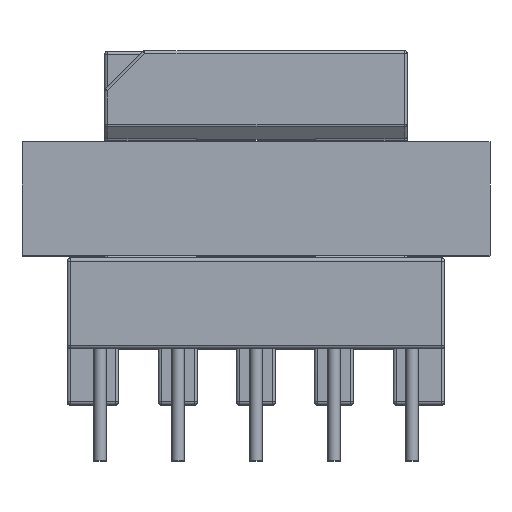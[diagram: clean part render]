
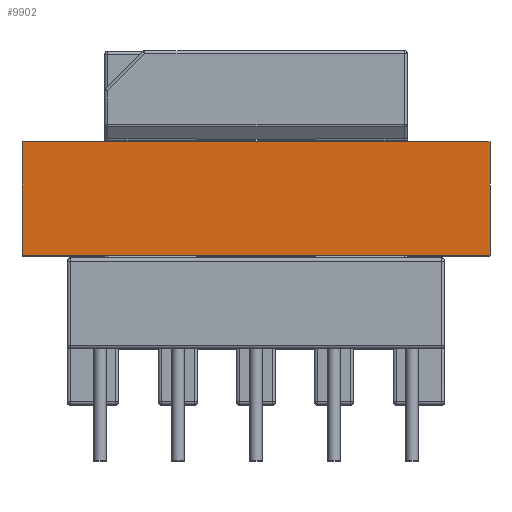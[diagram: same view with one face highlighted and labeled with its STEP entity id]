
A CAD part, top view. The second image highlights one B-rep face of the part: STEP entity #9902.
In plain terms, the highlighted face is planar.
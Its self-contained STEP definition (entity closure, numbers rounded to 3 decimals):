
#183 = VERTEX_POINT ( 'NONE', #4652 ) ;
#230 = CARTESIAN_POINT ( 'NONE',  ( -15., 0., -15.2 ) ) ;
#301 = LINE ( 'NONE', #5960, #10023 ) ;
#617 = FACE_OUTER_BOUND ( 'NONE', #2793, .T. ) ;
#658 = LINE ( 'NONE', #5817, #8541 ) ;
#1110 = DIRECTION ( 'NONE',  ( -1., 0., 0. ) ) ;
#1294 = VECTOR ( 'NONE', #6402, 1000. ) ;
#1857 = CARTESIAN_POINT ( 'NONE',  ( 15., 7.3, -15.2 ) ) ;
#1965 = CARTESIAN_POINT ( 'NONE',  ( -15., 7.3, -15.2 ) ) ;
#2399 = ORIENTED_EDGE ( 'NONE', *, *, #2673, .T. ) ;
#2425 = VERTEX_POINT ( 'NONE', #3980 ) ;
#2673 = EDGE_CURVE ( 'NONE', #5134, #2425, #9490, .T. ) ;
#2793 = EDGE_LOOP ( 'NONE', ( #3424, #4435, #3279, #2399 ) ) ;
#3206 = VECTOR ( 'NONE', #6838, 1000. ) ;
#3279 = ORIENTED_EDGE ( 'NONE', *, *, #6364, .F. ) ;
#3424 = ORIENTED_EDGE ( 'NONE', *, *, #5595, .T. ) ;
#3529 = DIRECTION ( 'NONE',  ( 0., 0., 1. ) ) ;
#3980 = CARTESIAN_POINT ( 'NONE',  ( 15., 0., -15.2 ) ) ;
#4239 = AXIS2_PLACEMENT_3D ( 'NONE', #1965, #3529, #9043 ) ;
#4311 = PLANE ( 'NONE',  #4239 ) ;
#4346 = VERTEX_POINT ( 'NONE', #230 ) ;
#4399 = DIRECTION ( 'NONE',  ( 0., -1., 0. ) ) ;
#4435 = ORIENTED_EDGE ( 'NONE', *, *, #6221, .F. ) ;
#4652 = CARTESIAN_POINT ( 'NONE',  ( -15., 7.3, -15.2 ) ) ;
#5134 = VERTEX_POINT ( 'NONE', #1857 ) ;
#5595 = EDGE_CURVE ( 'NONE', #2425, #4346, #7574, .T. ) ;
#5627 = CARTESIAN_POINT ( 'NONE',  ( -15., 0., -15.2 ) ) ;
#5817 = CARTESIAN_POINT ( 'NONE',  ( -15., 7.3, -15.2 ) ) ;
#5960 = CARTESIAN_POINT ( 'NONE',  ( -15., 7.3, -15.2 ) ) ;
#6221 = EDGE_CURVE ( 'NONE', #183, #4346, #301, .T. ) ;
#6364 = EDGE_CURVE ( 'NONE', #5134, #183, #658, .T. ) ;
#6402 = DIRECTION ( 'NONE',  ( -1., 0., 0. ) ) ;
#6838 = DIRECTION ( 'NONE',  ( 0., -1., 0. ) ) ;
#7574 = LINE ( 'NONE', #5627, #1294 ) ;
#8541 = VECTOR ( 'NONE', #1110, 1000. ) ;
#9043 = DIRECTION ( 'NONE',  ( 1., 0., 0. ) ) ;
#9188 = CARTESIAN_POINT ( 'NONE',  ( 15., 7.3, -15.2 ) ) ;
#9490 = LINE ( 'NONE', #9188, #3206 ) ;
#9902 = ADVANCED_FACE ( 'NONE', ( #617 ), #4311, .F. ) ;
#10023 = VECTOR ( 'NONE', #4399, 1000. ) ;
